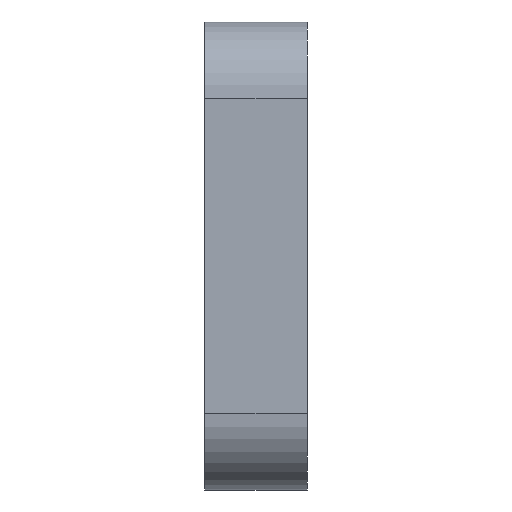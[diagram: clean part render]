
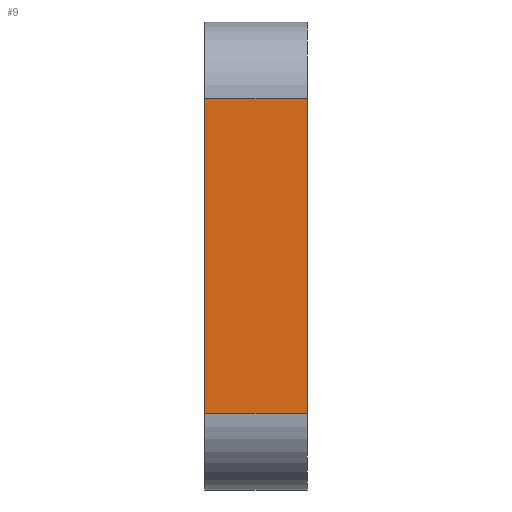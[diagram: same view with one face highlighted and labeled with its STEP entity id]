
A CAD part, left-side view. The second image highlights one B-rep face of the part: STEP entity #9.
In plain terms, the highlighted planar face has unit normal (-1, 0, 0).
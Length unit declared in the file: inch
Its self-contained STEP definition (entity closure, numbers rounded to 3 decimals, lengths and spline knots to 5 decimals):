
#9 = ADVANCED_FACE ( 'NONE', ( #573 ), #495, .T. ) ;
#16 = CARTESIAN_POINT ( 'NONE',  ( -0.188, 0., -0.77 ) ) ;
#58 = EDGE_LOOP ( 'NONE', ( #598, #215, #462, #66 ) ) ;
#66 = ORIENTED_EDGE ( 'NONE', *, *, #726, .T. ) ;
#79 = VECTOR ( 'NONE', #509, 39.37008 ) ;
#107 = VERTEX_POINT ( 'NONE', #701 ) ;
#116 = VERTEX_POINT ( 'NONE', #16 ) ;
#128 = AXIS2_PLACEMENT_3D ( 'NONE', #447, #485, #469 ) ;
#203 = CARTESIAN_POINT ( 'NONE',  ( -0.188, 0.25, 0. ) ) ;
#215 = ORIENTED_EDGE ( 'NONE', *, *, #376, .F. ) ;
#240 = EDGE_CURVE ( 'NONE', #641, #116, #248, .T. ) ;
#248 = LINE ( 'NONE', #597, #332 ) ;
#301 = DIRECTION ( 'NONE',  ( 0., 0., -1. ) ) ;
#306 = LINE ( 'NONE', #203, #398 ) ;
#332 = VECTOR ( 'NONE', #620, 39.37008 ) ;
#359 = CARTESIAN_POINT ( 'NONE',  ( -0.188, 0.25, 0. ) ) ;
#376 = EDGE_CURVE ( 'NONE', #402, #641, #680, .T. ) ;
#398 = VECTOR ( 'NONE', #301, 39.37008 ) ;
#402 = VERTEX_POINT ( 'NONE', #359 ) ;
#410 = LINE ( 'NONE', #455, #79 ) ;
#446 = VECTOR ( 'NONE', #660, 39.37008 ) ;
#447 = CARTESIAN_POINT ( 'NONE',  ( -0.188, 0.25, 0. ) ) ;
#455 = CARTESIAN_POINT ( 'NONE',  ( -0.188, 0.25, -0.77 ) ) ;
#460 = EDGE_CURVE ( 'NONE', #402, #107, #306, .T. ) ;
#462 = ORIENTED_EDGE ( 'NONE', *, *, #460, .T. ) ;
#469 = DIRECTION ( 'NONE',  ( 0., 0., 1. ) ) ;
#485 = DIRECTION ( 'NONE',  ( -1., 0., 0. ) ) ;
#495 = PLANE ( 'NONE',  #128 ) ;
#509 = DIRECTION ( 'NONE',  ( 0., -1., 0. ) ) ;
#573 = FACE_OUTER_BOUND ( 'NONE', #58, .T. ) ;
#597 = CARTESIAN_POINT ( 'NONE',  ( -0.188, 0., 0. ) ) ;
#598 = ORIENTED_EDGE ( 'NONE', *, *, #240, .F. ) ;
#620 = DIRECTION ( 'NONE',  ( 0., 0., -1. ) ) ;
#641 = VERTEX_POINT ( 'NONE', #692 ) ;
#652 = CARTESIAN_POINT ( 'NONE',  ( -0.188, 0.25, 0. ) ) ;
#660 = DIRECTION ( 'NONE',  ( 0., -1., 0. ) ) ;
#680 = LINE ( 'NONE', #652, #446 ) ;
#692 = CARTESIAN_POINT ( 'NONE',  ( -0.188, 0., 0. ) ) ;
#701 = CARTESIAN_POINT ( 'NONE',  ( -0.188, 0.25, -0.77 ) ) ;
#726 = EDGE_CURVE ( 'NONE', #107, #116, #410, .T. ) ;
